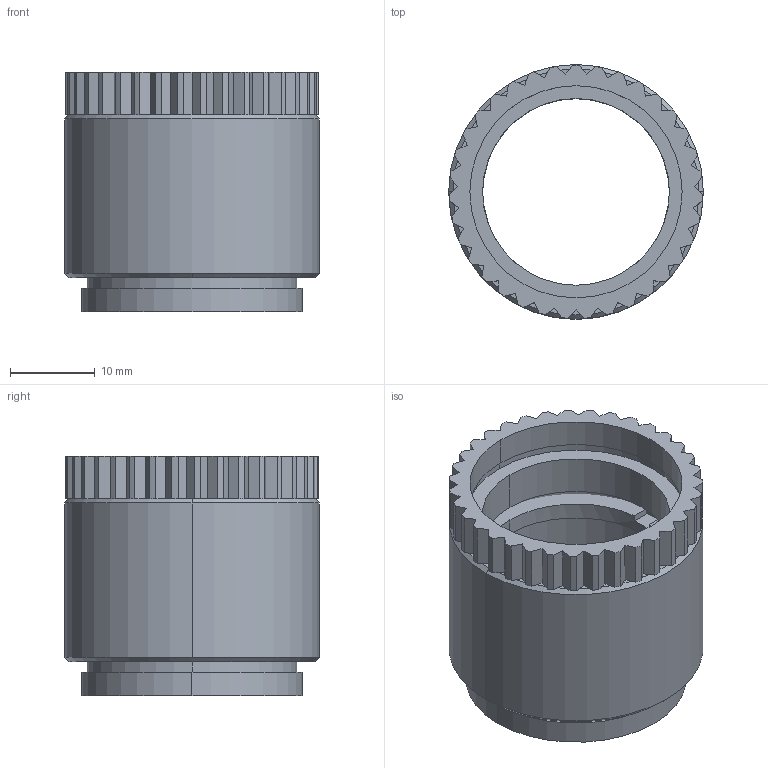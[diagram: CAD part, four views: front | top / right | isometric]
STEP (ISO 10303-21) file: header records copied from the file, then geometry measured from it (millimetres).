
FILE_DESCRIPTION (( 'STEP AP203' ), '1' );
FILE_NAME ('Web Model 56993_56993.step', '2018-11-14T14:31:46', ( '' ), ( '' ), 'SwSTEP 2.0', 'SolidWorks 2016', '' );
FILE_SCHEMA (( 'CONFIG_CONTROL_DESIGN' ));
Length unit declared in the file: millimetre
Products named in the file (1): Web Model 56993_56993
Bounding box: 30 x 30 x 28.2 mm (x, y, z)
Volume: 6182.4 mm3; surface area: 7699.2 mm2
Topology: 3 solids, 3 shells, 162 faces, 440 edges, 292 vertices
Faces by surface type: plane 92, cylinder 64, cone 6
Entity records: 5221 total; most frequent: DIRECTION 910, CARTESIAN_POINT 895, ORIENTED_EDGE 880, EDGE_CURVE 440, AXIS2_PLACEMENT_3D 307, LINE 296, VECTOR 296, VERTEX_POINT 292
